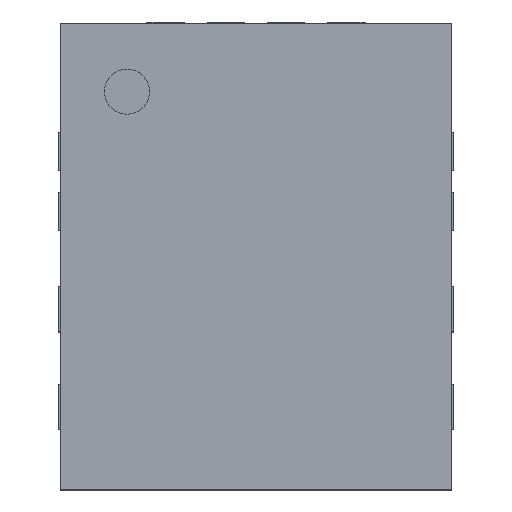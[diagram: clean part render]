
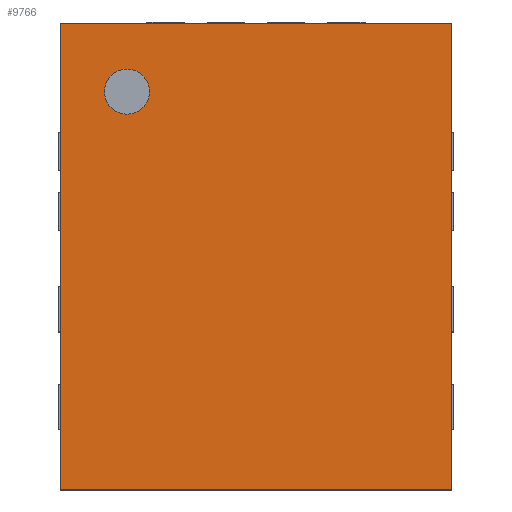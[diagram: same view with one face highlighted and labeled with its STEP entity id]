
A CAD part, top view. The second image highlights one B-rep face of the part: STEP entity #9766.
In plain terms, the highlighted planar face has unit normal (0, 0, 1).
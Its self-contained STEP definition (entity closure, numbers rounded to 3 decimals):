
#9452 = VERTEX_POINT('',#9453);
#9453 = CARTESIAN_POINT('',(-1.3,1.55,0.75));
#9460 = PLANE('',#9461);
#9461 = AXIS2_PLACEMENT_3D('',#9462,#9463,#9464);
#9462 = CARTESIAN_POINT('',(-1.3,1.55,0.));
#9463 = DIRECTION('',(1.,0.,-0.));
#9464 = DIRECTION('',(0.,-1.,0.));
#9472 = PLANE('',#9473);
#9473 = AXIS2_PLACEMENT_3D('',#9474,#9475,#9476);
#9474 = CARTESIAN_POINT('',(1.3,1.55,0.));
#9475 = DIRECTION('',(0.,-1.,0.));
#9476 = DIRECTION('',(-1.,0.,0.));
#9484 = EDGE_CURVE('',#9452,#9485,#9487,.T.);
#9485 = VERTEX_POINT('',#9486);
#9486 = CARTESIAN_POINT('',(-1.3,-1.55,0.75));
#9487 = SURFACE_CURVE('',#9488,(#9492,#9499),.PCURVE_S1.);
#9488 = LINE('',#9489,#9490);
#9489 = CARTESIAN_POINT('',(-1.3,1.55,0.75));
#9490 = VECTOR('',#9491,1.);
#9491 = DIRECTION('',(0.,-1.,0.));
#9492 = PCURVE('',#9460,#9493);
#9493 = DEFINITIONAL_REPRESENTATION('',(#9494),#9498);
#9494 = LINE('',#9495,#9496);
#9495 = CARTESIAN_POINT('',(0.,-0.75));
#9496 = VECTOR('',#9497,1.);
#9497 = DIRECTION('',(1.,0.));
#9498 = ( GEOMETRIC_REPRESENTATION_CONTEXT(2) 
PARAMETRIC_REPRESENTATION_CONTEXT() REPRESENTATION_CONTEXT('2D SPACE',''
  ) );
#9499 = PCURVE('',#9500,#9505);
#9500 = PLANE('',#9501);
#9501 = AXIS2_PLACEMENT_3D('',#9502,#9503,#9504);
#9502 = CARTESIAN_POINT('',(-1.3,1.55,0.75));
#9503 = DIRECTION('',(0.,0.,-1.));
#9504 = DIRECTION('',(-1.,0.,-0.));
#9505 = DEFINITIONAL_REPRESENTATION('',(#9506),#9510);
#9506 = LINE('',#9507,#9508);
#9507 = CARTESIAN_POINT('',(0.,0.));
#9508 = VECTOR('',#9509,1.);
#9509 = DIRECTION('',(-0.,-1.));
#9510 = ( GEOMETRIC_REPRESENTATION_CONTEXT(2) 
PARAMETRIC_REPRESENTATION_CONTEXT() REPRESENTATION_CONTEXT('2D SPACE',''
  ) );
#9528 = PLANE('',#9529);
#9529 = AXIS2_PLACEMENT_3D('',#9530,#9531,#9532);
#9530 = CARTESIAN_POINT('',(-1.3,-1.55,0.));
#9531 = DIRECTION('',(0.,1.,0.));
#9532 = DIRECTION('',(1.,0.,0.));
#9570 = EDGE_CURVE('',#9485,#9571,#9573,.T.);
#9571 = VERTEX_POINT('',#9572);
#9572 = CARTESIAN_POINT('',(1.3,-1.55,0.75));
#9573 = SURFACE_CURVE('',#9574,(#9578,#9585),.PCURVE_S1.);
#9574 = LINE('',#9575,#9576);
#9575 = CARTESIAN_POINT('',(-1.3,-1.55,0.75));
#9576 = VECTOR('',#9577,1.);
#9577 = DIRECTION('',(1.,0.,0.));
#9578 = PCURVE('',#9528,#9579);
#9579 = DEFINITIONAL_REPRESENTATION('',(#9580),#9584);
#9580 = LINE('',#9581,#9582);
#9581 = CARTESIAN_POINT('',(0.,-0.75));
#9582 = VECTOR('',#9583,1.);
#9583 = DIRECTION('',(1.,0.));
#9584 = ( GEOMETRIC_REPRESENTATION_CONTEXT(2) 
PARAMETRIC_REPRESENTATION_CONTEXT() REPRESENTATION_CONTEXT('2D SPACE',''
  ) );
#9585 = PCURVE('',#9500,#9586);
#9586 = DEFINITIONAL_REPRESENTATION('',(#9587),#9591);
#9587 = LINE('',#9588,#9589);
#9588 = CARTESIAN_POINT('',(-0.,-3.1));
#9589 = VECTOR('',#9590,1.);
#9590 = DIRECTION('',(-1.,0.));
#9591 = ( GEOMETRIC_REPRESENTATION_CONTEXT(2) 
PARAMETRIC_REPRESENTATION_CONTEXT() REPRESENTATION_CONTEXT('2D SPACE',''
  ) );
#9609 = PLANE('',#9610);
#9610 = AXIS2_PLACEMENT_3D('',#9611,#9612,#9613);
#9611 = CARTESIAN_POINT('',(1.3,-1.55,0.));
#9612 = DIRECTION('',(-1.,0.,0.));
#9613 = DIRECTION('',(0.,1.,0.));
#9646 = EDGE_CURVE('',#9571,#9647,#9649,.T.);
#9647 = VERTEX_POINT('',#9648);
#9648 = CARTESIAN_POINT('',(1.3,1.55,0.75));
#9649 = SURFACE_CURVE('',#9650,(#9654,#9661),.PCURVE_S1.);
#9650 = LINE('',#9651,#9652);
#9651 = CARTESIAN_POINT('',(1.3,-1.55,0.75));
#9652 = VECTOR('',#9653,1.);
#9653 = DIRECTION('',(0.,1.,0.));
#9654 = PCURVE('',#9609,#9655);
#9655 = DEFINITIONAL_REPRESENTATION('',(#9656),#9660);
#9656 = LINE('',#9657,#9658);
#9657 = CARTESIAN_POINT('',(0.,-0.75));
#9658 = VECTOR('',#9659,1.);
#9659 = DIRECTION('',(1.,0.));
#9660 = ( GEOMETRIC_REPRESENTATION_CONTEXT(2) 
PARAMETRIC_REPRESENTATION_CONTEXT() REPRESENTATION_CONTEXT('2D SPACE',''
  ) );
#9661 = PCURVE('',#9500,#9662);
#9662 = DEFINITIONAL_REPRESENTATION('',(#9663),#9667);
#9663 = LINE('',#9664,#9665);
#9664 = CARTESIAN_POINT('',(-2.6,-3.1));
#9665 = VECTOR('',#9666,1.);
#9666 = DIRECTION('',(0.,1.));
#9667 = ( GEOMETRIC_REPRESENTATION_CONTEXT(2) 
PARAMETRIC_REPRESENTATION_CONTEXT() REPRESENTATION_CONTEXT('2D SPACE',''
  ) );
#9717 = EDGE_CURVE('',#9647,#9452,#9718,.T.);
#9718 = SURFACE_CURVE('',#9719,(#9723,#9730),.PCURVE_S1.);
#9719 = LINE('',#9720,#9721);
#9720 = CARTESIAN_POINT('',(1.3,1.55,0.75));
#9721 = VECTOR('',#9722,1.);
#9722 = DIRECTION('',(-1.,0.,0.));
#9723 = PCURVE('',#9472,#9724);
#9724 = DEFINITIONAL_REPRESENTATION('',(#9725),#9729);
#9725 = LINE('',#9726,#9727);
#9726 = CARTESIAN_POINT('',(0.,-0.75));
#9727 = VECTOR('',#9728,1.);
#9728 = DIRECTION('',(1.,0.));
#9729 = ( GEOMETRIC_REPRESENTATION_CONTEXT(2) 
PARAMETRIC_REPRESENTATION_CONTEXT() REPRESENTATION_CONTEXT('2D SPACE',''
  ) );
#9730 = PCURVE('',#9500,#9731);
#9731 = DEFINITIONAL_REPRESENTATION('',(#9732),#9736);
#9732 = LINE('',#9733,#9734);
#9733 = CARTESIAN_POINT('',(-2.6,0.));
#9734 = VECTOR('',#9735,1.);
#9735 = DIRECTION('',(1.,0.));
#9736 = ( GEOMETRIC_REPRESENTATION_CONTEXT(2) 
PARAMETRIC_REPRESENTATION_CONTEXT() REPRESENTATION_CONTEXT('2D SPACE',''
  ) );
#9766 = ADVANCED_FACE('',(#9767),#9500,.F.);
#9767 = FACE_BOUND('',#9768,.T.);
#9768 = EDGE_LOOP('',(#9769,#9770,#9771,#9772));
#9769 = ORIENTED_EDGE('',*,*,#9484,.T.);
#9770 = ORIENTED_EDGE('',*,*,#9570,.T.);
#9771 = ORIENTED_EDGE('',*,*,#9646,.T.);
#9772 = ORIENTED_EDGE('',*,*,#9717,.T.);
